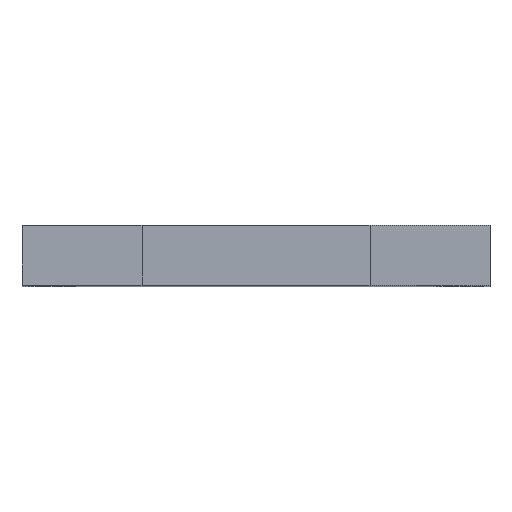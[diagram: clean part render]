
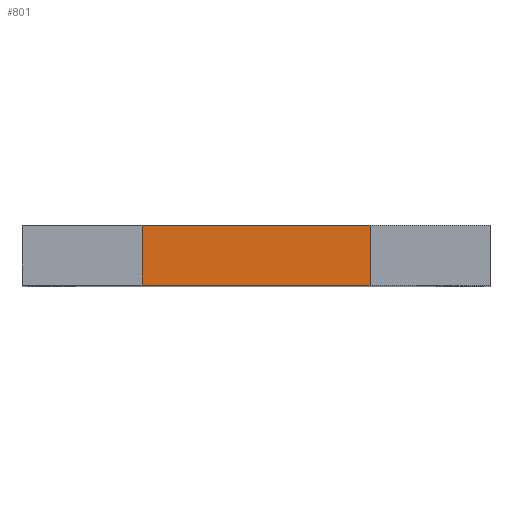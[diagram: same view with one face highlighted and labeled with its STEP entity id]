
A CAD part, top view. The second image highlights one B-rep face of the part: STEP entity #801.
In plain terms, the highlighted planar face has unit normal (0, 0, 1).
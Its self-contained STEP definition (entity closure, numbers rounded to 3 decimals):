
#53 = LINE ( 'NONE', #1046, #414 ) ;
#142 = VERTEX_POINT ( 'NONE', #1510 ) ;
#147 = DIRECTION ( 'NONE',  ( -1., 0., 0. ) ) ;
#182 = VECTOR ( 'NONE', #1406, 1000. ) ;
#193 = EDGE_LOOP ( 'NONE', ( #440, #272, #699, #1583 ) ) ;
#214 = VERTEX_POINT ( 'NONE', #729 ) ;
#270 = FACE_OUTER_BOUND ( 'NONE', #193, .T. ) ;
#272 = ORIENTED_EDGE ( 'NONE', *, *, #840, .F. ) ;
#291 = PLANE ( 'NONE',  #955 ) ;
#297 = DIRECTION ( 'NONE',  ( 1., 0., 0. ) ) ;
#315 = VECTOR ( 'NONE', #297, 1000. ) ;
#329 = EDGE_CURVE ( 'NONE', #679, #965, #943, .T. ) ;
#414 = VECTOR ( 'NONE', #1392, 1000. ) ;
#440 = ORIENTED_EDGE ( 'NONE', *, *, #329, .T. ) ;
#451 = CARTESIAN_POINT ( 'NONE',  ( 0., 10., 0. ) ) ;
#679 = VERTEX_POINT ( 'NONE', #739 ) ;
#699 = ORIENTED_EDGE ( 'NONE', *, *, #1396, .F. ) ;
#729 = CARTESIAN_POINT ( 'NONE',  ( 0., 10., 0. ) ) ;
#739 = CARTESIAN_POINT ( 'NONE',  ( 0., 0., 0. ) ) ;
#741 = EDGE_CURVE ( 'NONE', #214, #679, #53, .T. ) ;
#801 = ADVANCED_FACE ( 'NONE', ( #270 ), #291, .F. ) ;
#825 = CARTESIAN_POINT ( 'NONE',  ( 0., 0., 0. ) ) ;
#829 = CARTESIAN_POINT ( 'NONE',  ( 38., 0., 0. ) ) ;
#840 = EDGE_CURVE ( 'NONE', #142, #965, #1524, .T. ) ;
#853 = VECTOR ( 'NONE', #1384, 1000. ) ;
#899 = CARTESIAN_POINT ( 'NONE',  ( 38., 10., 0. ) ) ;
#907 = DIRECTION ( 'NONE',  ( 0., 0., -1. ) ) ;
#943 = LINE ( 'NONE', #825, #315 ) ;
#955 = AXIS2_PLACEMENT_3D ( 'NONE', #1259, #907, #147 ) ;
#965 = VERTEX_POINT ( 'NONE', #829 ) ;
#1046 = CARTESIAN_POINT ( 'NONE',  ( 0., 10., 0. ) ) ;
#1179 = LINE ( 'NONE', #451, #182 ) ;
#1259 = CARTESIAN_POINT ( 'NONE',  ( 0., 10., 0. ) ) ;
#1384 = DIRECTION ( 'NONE',  ( 0., -1., 0. ) ) ;
#1392 = DIRECTION ( 'NONE',  ( 0., -1., 0. ) ) ;
#1396 = EDGE_CURVE ( 'NONE', #214, #142, #1179, .T. ) ;
#1406 = DIRECTION ( 'NONE',  ( 1., 0., 0. ) ) ;
#1510 = CARTESIAN_POINT ( 'NONE',  ( 38., 10., 0. ) ) ;
#1524 = LINE ( 'NONE', #899, #853 ) ;
#1583 = ORIENTED_EDGE ( 'NONE', *, *, #741, .T. ) ;
